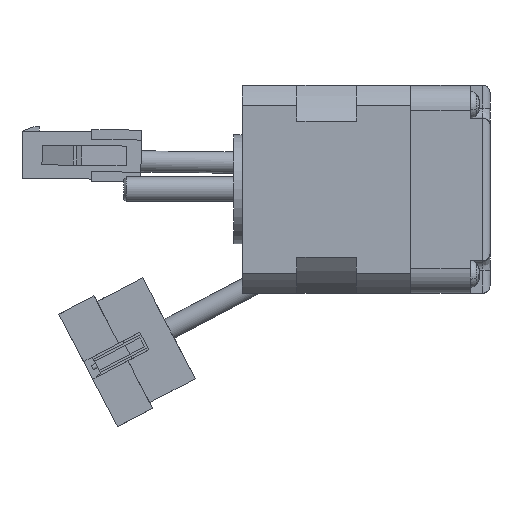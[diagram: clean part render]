
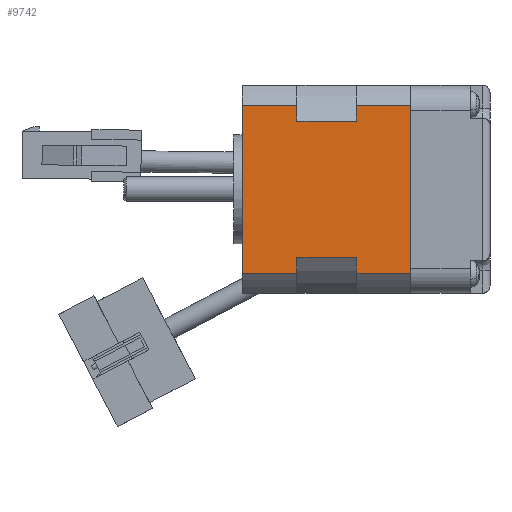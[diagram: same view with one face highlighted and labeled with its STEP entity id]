
A CAD part, front view. The second image highlights one B-rep face of the part: STEP entity #9742.
In plain terms, the highlighted planar face has unit normal (0, -1, 0).
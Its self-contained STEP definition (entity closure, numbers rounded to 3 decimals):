
#18 = VERTEX_POINT ( 'NONE', #8976 ) ;
#152 = CARTESIAN_POINT ( 'NONE',  ( 4.029, 0., 34. ) ) ;
#316 = CARTESIAN_POINT ( 'NONE',  ( 4.029, 0., 11. ) ) ;
#975 = VECTOR ( 'NONE', #10875, 1000. ) ;
#1120 = ORIENTED_EDGE ( 'NONE', *, *, #19432, .F. ) ;
#1399 = ORIENTED_EDGE ( 'NONE', *, *, #6593, .F. ) ;
#1431 = ORIENTED_EDGE ( 'NONE', *, *, #1743, .T. ) ;
#1580 = ORIENTED_EDGE ( 'NONE', *, *, #12034, .F. ) ;
#1597 = DIRECTION ( 'NONE',  ( -1., 0., 0. ) ) ;
#1743 = EDGE_CURVE ( 'NONE', #9130, #15126, #19006, .T. ) ;
#1839 = VERTEX_POINT ( 'NONE', #8161 ) ;
#2223 = VECTOR ( 'NONE', #15575, 1000. ) ;
#2299 = CARTESIAN_POINT ( 'NONE',  ( 4.029, 0., 11. ) ) ;
#3089 = LINE ( 'NONE', #14960, #11627 ) ;
#3430 = DIRECTION ( 'NONE',  ( 0., 0., 1. ) ) ;
#3607 = ORIENTED_EDGE ( 'NONE', *, *, #6465, .F. ) ;
#4038 = ORIENTED_EDGE ( 'NONE', *, *, #20795, .F. ) ;
#4118 = EDGE_CURVE ( 'NONE', #7258, #20009, #10099, .T. ) ;
#4301 = ORIENTED_EDGE ( 'NONE', *, *, #12339, .F. ) ;
#4491 = VECTOR ( 'NONE', #18650, 1000. ) ;
#4525 = CARTESIAN_POINT ( 'NONE',  ( 37.971, 0., 23. ) ) ;
#4830 = VERTEX_POINT ( 'NONE', #7985 ) ;
#4879 = DIRECTION ( 'NONE',  ( 0., 0., -1. ) ) ;
#4913 = DIRECTION ( 'NONE',  ( 0., 0., 1. ) ) ;
#5132 = CARTESIAN_POINT ( 'NONE',  ( 37.971, 0., 34. ) ) ;
#5551 = ORIENTED_EDGE ( 'NONE', *, *, #17703, .F. ) ;
#6292 = CARTESIAN_POINT ( 'NONE',  ( 7.234, 0., 11. ) ) ;
#6315 = EDGE_LOOP ( 'NONE', ( #5551, #1431, #6973, #19871, #3607, #1120, #4038, #9355, #10567, #4301, #1399, #1580 ) ) ;
#6465 = EDGE_CURVE ( 'NONE', #20846, #16251, #20261, .T. ) ;
#6593 = EDGE_CURVE ( 'NONE', #7015, #1839, #14229, .T. ) ;
#6973 = ORIENTED_EDGE ( 'NONE', *, *, #14843, .F. ) ;
#7015 = VERTEX_POINT ( 'NONE', #6292 ) ;
#7258 = VERTEX_POINT ( 'NONE', #152 ) ;
#7297 = VECTOR ( 'NONE', #14532, 1000. ) ;
#7302 = LINE ( 'NONE', #20023, #15732 ) ;
#7807 = EDGE_CURVE ( 'NONE', #18, #7258, #21269, .T. ) ;
#7835 = LINE ( 'NONE', #12862, #7297 ) ;
#7976 = DIRECTION ( 'NONE',  ( 0., 1., 0. ) ) ;
#7985 = CARTESIAN_POINT ( 'NONE',  ( 37.971, 0., 11. ) ) ;
#8053 = FACE_OUTER_BOUND ( 'NONE', #6315, .T. ) ;
#8161 = CARTESIAN_POINT ( 'NONE',  ( 7.234, 0., 23. ) ) ;
#8490 = VECTOR ( 'NONE', #20862, 1000. ) ;
#8976 = CARTESIAN_POINT ( 'NONE',  ( 4.029, 0., 23. ) ) ;
#9074 = LINE ( 'NONE', #5132, #4491 ) ;
#9130 = VERTEX_POINT ( 'NONE', #9722 ) ;
#9355 = ORIENTED_EDGE ( 'NONE', *, *, #4118, .F. ) ;
#9722 = CARTESIAN_POINT ( 'NONE',  ( 4.029, 0., 0. ) ) ;
#9742 = ADVANCED_FACE ( 'NONE', ( #8053 ), #14655, .F. ) ;
#10099 = LINE ( 'NONE', #15743, #18502 ) ;
#10406 = CARTESIAN_POINT ( 'NONE',  ( 21., 0., 0. ) ) ;
#10443 = AXIS2_PLACEMENT_3D ( 'NONE', #16300, #7976, #19718 ) ;
#10567 = ORIENTED_EDGE ( 'NONE', *, *, #7807, .F. ) ;
#10774 = LINE ( 'NONE', #316, #2223 ) ;
#10875 = DIRECTION ( 'NONE',  ( 1., 0., 0. ) ) ;
#10911 = CARTESIAN_POINT ( 'NONE',  ( 4.029, 0., 11. ) ) ;
#11627 = VECTOR ( 'NONE', #16659, 1000. ) ;
#11722 = CARTESIAN_POINT ( 'NONE',  ( 4.029, 0., 34. ) ) ;
#12034 = EDGE_CURVE ( 'NONE', #18510, #7015, #19017, .T. ) ;
#12224 = VERTEX_POINT ( 'NONE', #4525 ) ;
#12339 = EDGE_CURVE ( 'NONE', #1839, #18, #3089, .T. ) ;
#12862 = CARTESIAN_POINT ( 'NONE',  ( 37.971, 0., 34. ) ) ;
#13318 = CARTESIAN_POINT ( 'NONE',  ( 34.766, 0., 34. ) ) ;
#13502 = CARTESIAN_POINT ( 'NONE',  ( 4.029, 0., 23. ) ) ;
#13623 = CARTESIAN_POINT ( 'NONE',  ( 7.234, 0., 34. ) ) ;
#13712 = VECTOR ( 'NONE', #3430, 1000. ) ;
#13816 = VECTOR ( 'NONE', #1597, 1000. ) ;
#14229 = LINE ( 'NONE', #13623, #13712 ) ;
#14327 = LINE ( 'NONE', #13502, #13816 ) ;
#14532 = DIRECTION ( 'NONE',  ( 0., 0., -1. ) ) ;
#14655 = PLANE ( 'NONE',  #10443 ) ;
#14843 = EDGE_CURVE ( 'NONE', #4830, #15126, #7835, .T. ) ;
#14960 = CARTESIAN_POINT ( 'NONE',  ( 4.029, 0., 23. ) ) ;
#15126 = VERTEX_POINT ( 'NONE', #15262 ) ;
#15262 = CARTESIAN_POINT ( 'NONE',  ( 37.971, 0., 0. ) ) ;
#15575 = DIRECTION ( 'NONE',  ( 1., 0., 0. ) ) ;
#15584 = CARTESIAN_POINT ( 'NONE',  ( 34.766, 0., 11. ) ) ;
#15732 = VECTOR ( 'NONE', #4913, 1000. ) ;
#15743 = CARTESIAN_POINT ( 'NONE',  ( 4.029, 0., 34. ) ) ;
#16251 = VERTEX_POINT ( 'NONE', #15584 ) ;
#16288 = VECTOR ( 'NONE', #21852, 1000. ) ;
#16300 = CARTESIAN_POINT ( 'NONE',  ( 4.029, 0., 34. ) ) ;
#16659 = DIRECTION ( 'NONE',  ( -1., 0., 0. ) ) ;
#17121 = CARTESIAN_POINT ( 'NONE',  ( 34.766, 0., 23. ) ) ;
#17287 = EDGE_CURVE ( 'NONE', #16251, #4830, #10774, .T. ) ;
#17431 = DIRECTION ( 'NONE',  ( 1., 0., 0. ) ) ;
#17703 = EDGE_CURVE ( 'NONE', #9130, #18510, #7302, .T. ) ;
#18502 = VECTOR ( 'NONE', #17431, 1000. ) ;
#18510 = VERTEX_POINT ( 'NONE', #10911 ) ;
#18650 = DIRECTION ( 'NONE',  ( 0., 0., -1. ) ) ;
#19006 = LINE ( 'NONE', #10406, #975 ) ;
#19017 = LINE ( 'NONE', #2299, #8490 ) ;
#19432 = EDGE_CURVE ( 'NONE', #12224, #20846, #14327, .T. ) ;
#19718 = DIRECTION ( 'NONE',  ( -1., 0., 0. ) ) ;
#19734 = VECTOR ( 'NONE', #4879, 1000. ) ;
#19871 = ORIENTED_EDGE ( 'NONE', *, *, #17287, .F. ) ;
#20009 = VERTEX_POINT ( 'NONE', #21388 ) ;
#20023 = CARTESIAN_POINT ( 'NONE',  ( 4.029, 0., 34. ) ) ;
#20261 = LINE ( 'NONE', #13318, #19734 ) ;
#20795 = EDGE_CURVE ( 'NONE', #20009, #12224, #9074, .T. ) ;
#20846 = VERTEX_POINT ( 'NONE', #17121 ) ;
#20862 = DIRECTION ( 'NONE',  ( 1., 0., 0. ) ) ;
#21269 = LINE ( 'NONE', #11722, #16288 ) ;
#21388 = CARTESIAN_POINT ( 'NONE',  ( 37.971, 0., 34. ) ) ;
#21852 = DIRECTION ( 'NONE',  ( 0., 0., 1. ) ) ;
